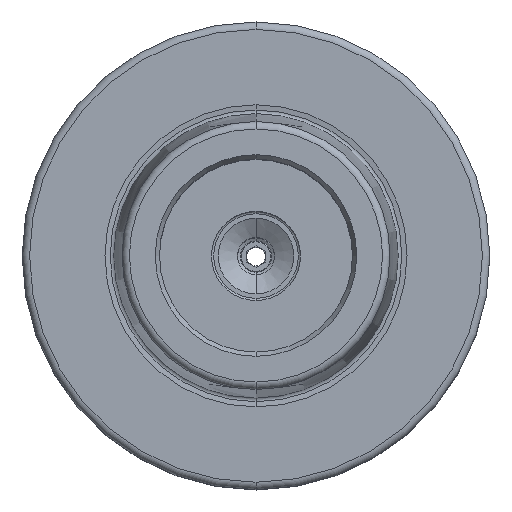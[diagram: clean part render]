
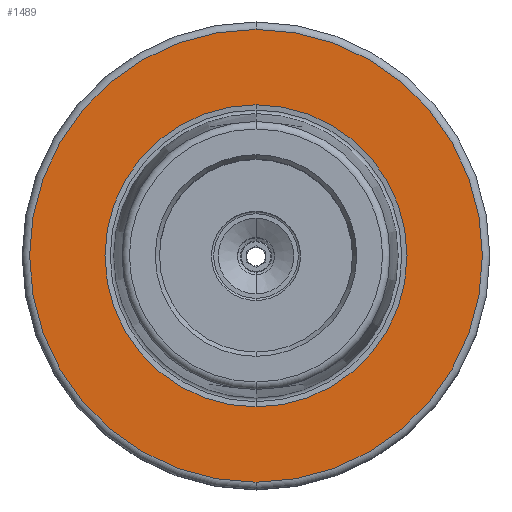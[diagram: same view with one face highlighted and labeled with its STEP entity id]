
A CAD part, top view. The second image highlights one B-rep face of the part: STEP entity #1489.
In plain terms, the highlighted planar face has unit normal (0, 0, 1).
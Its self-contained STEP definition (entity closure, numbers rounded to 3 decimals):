
#158=CARTESIAN_POINT('',(0,0,26));
#159=DIRECTION('',(0,0,1));
#160=DIRECTION('',(0,1,0));
#161=AXIS2_PLACEMENT_3D('',#158,#159,#160);
#163=CARTESIAN_POINT('',(0,0,26));
#164=DIRECTION('',(0,0,1));
#165=DIRECTION('',(0,-1,0));
#166=AXIS2_PLACEMENT_3D('',#163,#164,#165);
#176=CARTESIAN_POINT('',(0,0,26));
#177=DIRECTION('',(0,0,1));
#178=DIRECTION('',(0,1,0));
#179=AXIS2_PLACEMENT_3D('',#176,#177,#178);
#181=CARTESIAN_POINT('',(0,0,26));
#182=DIRECTION('',(0,0,-1));
#183=DIRECTION('',(0,1,0));
#184=AXIS2_PLACEMENT_3D('',#181,#182,#183);
#999=CARTESIAN_POINT('',(0,20.344,26));
#1001=VERTEX_POINT('',#999);
#1029=CARTESIAN_POINT('',(0,-20.344,26));
#1031=VERTEX_POINT('',#1029);
#1075=CARTESIAN_POINT('',(0,30.5,26));
#1076=CARTESIAN_POINT('',(0,-30.5,26));
#1077=VERTEX_POINT('',#1075);
#1078=VERTEX_POINT('',#1076);
#1473=CARTESIAN_POINT('',(0,0,26));
#1474=DIRECTION('',(0,0,-1));
#1475=DIRECTION('',(0,-1,0));
#1476=AXIS2_PLACEMENT_3D('',#1473,#1474,#1475);
#1477=PLANE('',#1476);
#1479=ORIENTED_EDGE('',*,*,#1478,.F.);
#1480=ORIENTED_EDGE('',*,*,#1463,.F.);
#1481=EDGE_LOOP('',(#1479,#1480));
#1482=FACE_OUTER_BOUND('',#1481,.F.);
#1484=ORIENTED_EDGE('',*,*,#1483,.T.);
#1486=ORIENTED_EDGE('',*,*,#1485,.F.);
#1487=EDGE_LOOP('',(#1484,#1486));
#1488=FACE_BOUND('',#1487,.F.);
#1489=ADVANCED_FACE('',(#1482,#1488),#1477,.F.);
#162=CIRCLE('',#161,30.5);
#167=CIRCLE('',#166,30.5);
#180=CIRCLE('',#179,20.344);
#185=CIRCLE('',#184,20.344);
#1463=EDGE_CURVE('',#1078,#1077,#167,.T.);
#1478=EDGE_CURVE('',#1077,#1078,#162,.T.);
#1483=EDGE_CURVE('',#1001,#1031,#180,.T.);
#1485=EDGE_CURVE('',#1001,#1031,#185,.T.);
